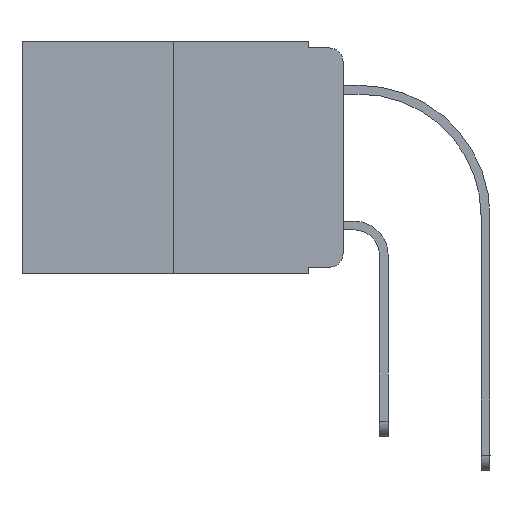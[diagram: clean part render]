
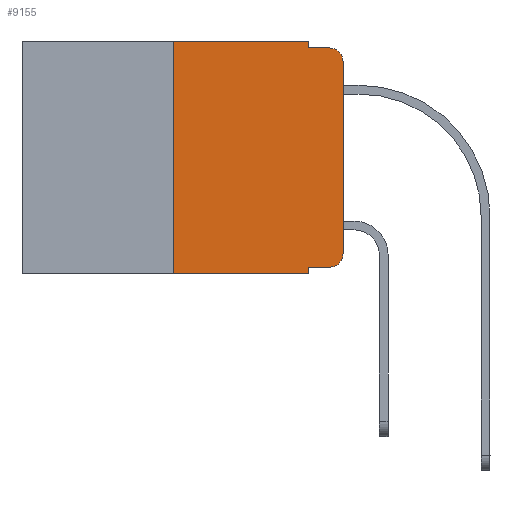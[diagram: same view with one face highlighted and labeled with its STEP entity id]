
A CAD part, left-side view. The second image highlights one B-rep face of the part: STEP entity #9155.
In plain terms, the highlighted planar face has unit normal (-1, 0, 0).
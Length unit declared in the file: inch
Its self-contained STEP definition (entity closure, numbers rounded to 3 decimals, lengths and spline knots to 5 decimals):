
#168 = DIRECTION ( 'NONE',  ( 1., 0., 0. ) ) ;
#353 = VERTEX_POINT ( 'NONE', #5177 ) ;
#434 = VERTEX_POINT ( 'NONE', #10449 ) ;
#533 = CARTESIAN_POINT ( 'NONE',  ( 0., 0.051, -0.01 ) ) ;
#950 = LINE ( 'NONE', #6095, #10327 ) ;
#1068 = LINE ( 'NONE', #2718, #7204 ) ;
#1123 = PLANE ( 'NONE',  #10107 ) ;
#1132 = CARTESIAN_POINT ( 'NONE',  ( 0., 0.051, 0. ) ) ;
#1190 = LINE ( 'NONE', #7350, #3056 ) ;
#1425 = ORIENTED_EDGE ( 'NONE', *, *, #1679, .F. ) ;
#1679 = EDGE_CURVE ( 'NONE', #4174, #5815, #7532, .T. ) ;
#1789 = EDGE_CURVE ( 'NONE', #353, #4387, #11045, .T. ) ;
#1996 = DIRECTION ( 'NONE',  ( 0., 0., 1. ) ) ;
#2158 = ORIENTED_EDGE ( 'NONE', *, *, #4871, .T. ) ;
#2396 = CARTESIAN_POINT ( 'NONE',  ( 0., 0.25, -0.343 ) ) ;
#2414 = VECTOR ( 'NONE', #9096, 39.37008 ) ;
#2695 = EDGE_CURVE ( 'NONE', #11067, #8393, #8821, .T. ) ;
#2718 = CARTESIAN_POINT ( 'NONE',  ( 0., 0.051, -0.333 ) ) ;
#2720 = DIRECTION ( 'NONE',  ( 0., 0., 1. ) ) ;
#3056 = VECTOR ( 'NONE', #7290, 39.37008 ) ;
#3220 = DIRECTION ( 'NONE',  ( 0., 0., -1. ) ) ;
#3358 = CARTESIAN_POINT ( 'NONE',  ( 0., 0.25, 0. ) ) ;
#3446 = ORIENTED_EDGE ( 'NONE', *, *, #1789, .T. ) ;
#3710 = LINE ( 'NONE', #9794, #4402 ) ;
#3789 = VECTOR ( 'NONE', #6739, 39.37008 ) ;
#4046 = CARTESIAN_POINT ( 'NONE',  ( 0., 0., -0.03 ) ) ;
#4174 = VERTEX_POINT ( 'NONE', #3358 ) ;
#4308 = VECTOR ( 'NONE', #5052, 39.37008 ) ;
#4327 = DIRECTION ( 'NONE',  ( 0., 0., -1. ) ) ;
#4370 = DIRECTION ( 'NONE',  ( 0., 0., -1. ) ) ;
#4387 = VERTEX_POINT ( 'NONE', #5303 ) ;
#4402 = VECTOR ( 'NONE', #1996, 39.37008 ) ;
#4542 = EDGE_CURVE ( 'NONE', #7209, #7409, #1190, .T. ) ;
#4667 = LINE ( 'NONE', #1132, #2414 ) ;
#4871 = EDGE_CURVE ( 'NONE', #4387, #7714, #950, .T. ) ;
#5052 = DIRECTION ( 'NONE',  ( 0., 0., -1. ) ) ;
#5177 = CARTESIAN_POINT ( 'NONE',  ( 0., 0.02, -0.333 ) ) ;
#5303 = CARTESIAN_POINT ( 'NONE',  ( 0., 0., -0.313 ) ) ;
#5337 = ORIENTED_EDGE ( 'NONE', *, *, #2695, .F. ) ;
#5447 = ORIENTED_EDGE ( 'NONE', *, *, #10271, .F. ) ;
#5815 = VERTEX_POINT ( 'NONE', #10806 ) ;
#5953 = AXIS2_PLACEMENT_3D ( 'NONE', #11011, #9306, #3220 ) ;
#6045 = DIRECTION ( 'NONE',  ( -1., 0., 0. ) ) ;
#6095 = CARTESIAN_POINT ( 'NONE',  ( 0., 0., 0. ) ) ;
#6692 = EDGE_LOOP ( 'NONE', ( #2158, #11214, #5337, #7889, #1425, #9126, #7084, #5447, #7051, #3446 ) ) ;
#6739 = DIRECTION ( 'NONE',  ( 0., -1., 0. ) ) ;
#6792 = CARTESIAN_POINT ( 'NONE',  ( 0., 0.473, 0. ) ) ;
#6818 = LINE ( 'NONE', #9358, #4308 ) ;
#6965 = CARTESIAN_POINT ( 'NONE',  ( 0., 0.051, -0.01 ) ) ;
#6994 = CARTESIAN_POINT ( 'NONE',  ( 0., 0.473, 0. ) ) ;
#7032 = EDGE_CURVE ( 'NONE', #7209, #4174, #3710, .T. ) ;
#7051 = ORIENTED_EDGE ( 'NONE', *, *, #9197, .T. ) ;
#7084 = ORIENTED_EDGE ( 'NONE', *, *, #4542, .T. ) ;
#7204 = VECTOR ( 'NONE', #7953, 39.37008 ) ;
#7209 = VERTEX_POINT ( 'NONE', #2396 ) ;
#7290 = DIRECTION ( 'NONE',  ( 0., -1., 0. ) ) ;
#7350 = CARTESIAN_POINT ( 'NONE',  ( 0., 0.473, -0.343 ) ) ;
#7409 = VERTEX_POINT ( 'NONE', #8870 ) ;
#7532 = LINE ( 'NONE', #6792, #3789 ) ;
#7566 = EDGE_CURVE ( 'NONE', #5815, #11067, #4667, .T. ) ;
#7714 = VERTEX_POINT ( 'NONE', #4046 ) ;
#7889 = ORIENTED_EDGE ( 'NONE', *, *, #7566, .F. ) ;
#7924 = CARTESIAN_POINT ( 'NONE',  ( 0., 0.02, -0.01 ) ) ;
#7953 = DIRECTION ( 'NONE',  ( 0., -1., 0. ) ) ;
#8299 = CIRCLE ( 'NONE', #5953, 0.02 ) ;
#8393 = VERTEX_POINT ( 'NONE', #7924 ) ;
#8743 = FACE_OUTER_BOUND ( 'NONE', #6692, .T. ) ;
#8821 = LINE ( 'NONE', #6965, #9030 ) ;
#8870 = CARTESIAN_POINT ( 'NONE',  ( 0., 0.051, -0.343 ) ) ;
#9030 = VECTOR ( 'NONE', #10414, 39.37008 ) ;
#9096 = DIRECTION ( 'NONE',  ( 0., 0., -1. ) ) ;
#9126 = ORIENTED_EDGE ( 'NONE', *, *, #7032, .F. ) ;
#9155 = ADVANCED_FACE ( 'NONE', ( #8743 ), #1123, .F. ) ;
#9197 = EDGE_CURVE ( 'NONE', #434, #353, #1068, .T. ) ;
#9306 = DIRECTION ( 'NONE',  ( -1., 0., 0. ) ) ;
#9358 = CARTESIAN_POINT ( 'NONE',  ( 0., 0.051, 0. ) ) ;
#9794 = CARTESIAN_POINT ( 'NONE',  ( 0., 0.25, 0. ) ) ;
#10107 = AXIS2_PLACEMENT_3D ( 'NONE', #6994, #168, #4370 ) ;
#10211 = EDGE_CURVE ( 'NONE', #7714, #8393, #8299, .T. ) ;
#10271 = EDGE_CURVE ( 'NONE', #434, #7409, #6818, .T. ) ;
#10327 = VECTOR ( 'NONE', #2720, 39.37008 ) ;
#10398 = CARTESIAN_POINT ( 'NONE',  ( 0., 0.02, -0.313 ) ) ;
#10414 = DIRECTION ( 'NONE',  ( 0., -1., 0. ) ) ;
#10449 = CARTESIAN_POINT ( 'NONE',  ( 0., 0.051, -0.333 ) ) ;
#10806 = CARTESIAN_POINT ( 'NONE',  ( 0., 0.051, 0. ) ) ;
#11011 = CARTESIAN_POINT ( 'NONE',  ( 0., 0.02, -0.03 ) ) ;
#11045 = CIRCLE ( 'NONE', #11223, 0.02 ) ;
#11067 = VERTEX_POINT ( 'NONE', #533 ) ;
#11214 = ORIENTED_EDGE ( 'NONE', *, *, #10211, .T. ) ;
#11223 = AXIS2_PLACEMENT_3D ( 'NONE', #10398, #6045, #4327 ) ;
